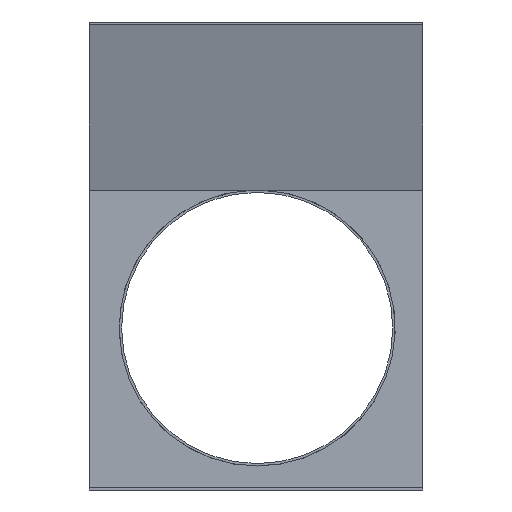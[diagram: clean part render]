
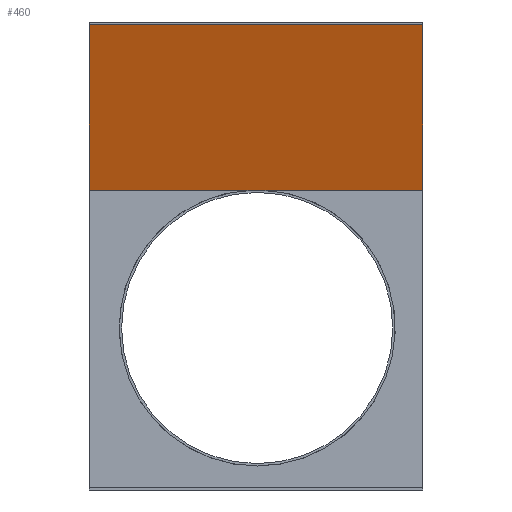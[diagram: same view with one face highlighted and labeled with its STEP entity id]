
A CAD part, left-side view. The second image highlights one B-rep face of the part: STEP entity #460.
In plain terms, the highlighted planar face has unit normal (-0.948, 0, -0.317).
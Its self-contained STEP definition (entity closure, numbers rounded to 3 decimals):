
#176=CARTESIAN_POINT('POINT14',(133.096,166.82,
   342.487));
#177=VERTEX_POINT('VERTEX14',#176);
#185=CARTESIAN_POINT('POINT15',(132.958,177.8,
   342.9));
#186=VERTEX_POINT('VERTEX15',#185);
#187=CARTESIAN_POINT('POS22',(181.78,177.8,
   196.85));
#188=DIRECTION('DIR36',(0.948,0.,
   0.317));
#189=DIRECTION('DIR37',(-0.317,0.,
   0.948));
#190=AXIS2_PLACEMENT_3D('AXIS15',#187,#188,#189);
#191=ELLIPSE('ELLIPSE10',#190,153.994,146.05);
#192=EDGE_CURVE('EDGE17',#186,#177,#191,.T.);
#208=CARTESIAN_POINT('POINT16',(133.096,188.78,
   342.487));
#209=VERTEX_POINT('VERTEX16',#208);
#210=CARTESIAN_POINT('POS25',(181.78,177.8,
   196.85));
#211=DIRECTION('DIR41',(0.948,0.,
   0.317));
#212=DIRECTION('DIR42',(-0.317,0.,
   0.948));
#213=AXIS2_PLACEMENT_3D('AXIS17',#210,#211,#212);
#214=ELLIPSE('ELLIPSE11',#213,153.994,146.05);
#215=EDGE_CURVE('EDGE19',#209,#186,#214,.T.);
#286=CARTESIAN_POINT('POINT19',(133.096,355.6,
   342.487));
#287=VERTEX_POINT('VERTEX19',#286);
#395=CARTESIAN_POINT('POINT25',(133.096,2.54,
   342.487));
#396=VERTEX_POINT('VERTEX25',#395);
#397=CARTESIAN_POINT('POS48',(133.096,355.6,
   342.487));
#398=DIRECTION('DIR75',(0.,1.,0.));
#399=VECTOR('VEC21',#398,1.);
#400=LINE('STRAIGHT21',#397,#399);
#401=EDGE_CURVE('EDGE35',#177,#396,#400,.F.);
#405=CARTESIAN_POINT('POS49',(133.096,355.6,
   342.487));
#406=DIRECTION('DIR76',(0.,1.,0.));
#407=VECTOR('VEC22',#406,1.);
#408=LINE('STRAIGHT22',#405,#407);
#409=EDGE_CURVE('EDGE36',#287,#209,#408,.F.);
#427=CARTESIAN_POINT('POINT26',(74.371,355.6,
   518.16));
#428=VERTEX_POINT('VERTEX26',#427);
#429=CARTESIAN_POINT('POINT27',(74.371,
   2.54,518.16));
#430=VERTEX_POINT('VERTEX27',#429);
#431=CARTESIAN_POINT('POS52',(74.371,355.6,
   518.16));
#432=DIRECTION('DIR80',(0.,1.,0.));
#433=VECTOR('VEC24',#432,1.);
#434=LINE('STRAIGHT24',#431,#433);
#435=EDGE_CURVE('EDGE38',#428,#430,#434,.F.);
#436=ORIENTED_EDGE('COEDGE62',*,*,#435,.F.);
#437=CARTESIAN_POINT('POS53',(88.706,355.6,
   475.277));
#438=DIRECTION('DIR81',(-0.317,0.,
   0.948));
#439=VECTOR('VEC25',#438,1.);
#440=LINE('STRAIGHT25',#437,#439);
#441=EDGE_CURVE('EDGE39',#428,#287,#440,.F.);
#442=ORIENTED_EDGE('COEDGE63',*,*,#441,.T.);
#443=ORIENTED_EDGE('COEDGE64',*,*,#409,.T.);
#444=ORIENTED_EDGE('COEDGE65',*,*,#215,.T.);
#445=ORIENTED_EDGE('COEDGE66',*,*,#192,.T.);
#446=ORIENTED_EDGE('COEDGE67',*,*,#401,.T.);
#447=CARTESIAN_POINT('POS54',(150.798,
   2.54,289.532));
#448=DIRECTION('DIR82',(-0.317,0.,
   0.948));
#449=VECTOR('VEC26',#448,1.);
#450=LINE('STRAIGHT26',#447,#449);
#451=EDGE_CURVE('EDGE40',#430,#396,#450,.F.);
#452=ORIENTED_EDGE('COEDGE68',*,*,#451,.F.);
#453=EDGE_LOOP('NONE',(#436,#442,#443,#444,#445,#446,#452));
#454=FACE_BOUND('LOOP1',#453,.T.);
#455=CARTESIAN_POINT('POS55',(73.791,355.6,
   519.895));
#456=DIRECTION('DIR83',(0.948,0.,
   0.317));
#457=DIRECTION('DIR84',(0.317,0.,
   -0.948));
#458=AXIS2_PLACEMENT_3D('AXIS29',#455,#456,#457);
#459=PLANE('PLANE9',#458);
#460=ADVANCED_FACE('FACE15',(#454),#459,.F.);
